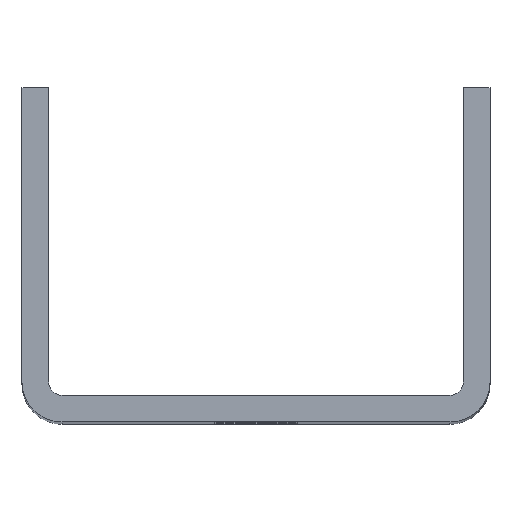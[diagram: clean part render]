
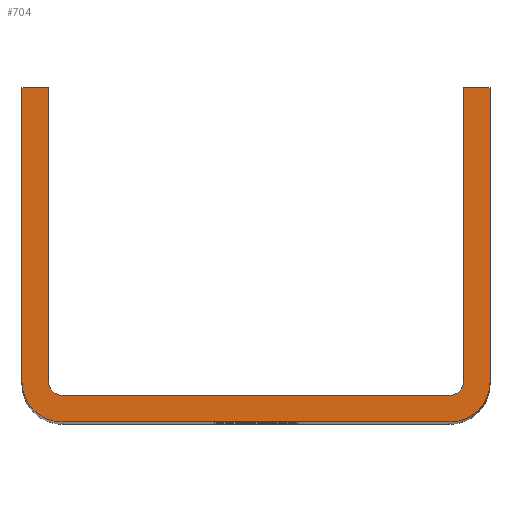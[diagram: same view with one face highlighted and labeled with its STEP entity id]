
A CAD part, top view. The second image highlights one B-rep face of the part: STEP entity #704.
In plain terms, the highlighted planar face has unit normal (0, 0, 1).
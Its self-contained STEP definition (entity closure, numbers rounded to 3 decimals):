
#74 = DIRECTION ( 'NONE',  ( 1., 0., 0. ) ) ;
#193 = CARTESIAN_POINT ( 'NONE',  ( 29., 6., 200. ) ) ;
#199 = CARTESIAN_POINT ( 'NONE',  ( 35., 6., 200. ) ) ;
#224 = ORIENTED_EDGE ( 'NONE', *, *, #2364, .F. ) ;
#261 = DIRECTION ( 'NONE',  ( 0., 0., 1. ) ) ;
#274 = CIRCLE ( 'NONE', #1608, 2. ) ;
#276 = DIRECTION ( 'NONE',  ( 0., 1., 0. ) ) ;
#303 = ORIENTED_EDGE ( 'NONE', *, *, #1839, .F. ) ;
#313 = CARTESIAN_POINT ( 'NONE',  ( -29., 4., 200. ) ) ;
#329 = ORIENTED_EDGE ( 'NONE', *, *, #661, .F. ) ;
#371 = VERTEX_POINT ( 'NONE', #1303 ) ;
#372 = LINE ( 'NONE', #1592, #1027 ) ;
#394 = VERTEX_POINT ( 'NONE', #1535 ) ;
#408 = VERTEX_POINT ( 'NONE', #2288 ) ;
#428 = ORIENTED_EDGE ( 'NONE', *, *, #654, .T. ) ;
#431 = LINE ( 'NONE', #2228, #519 ) ;
#441 = CIRCLE ( 'NONE', #1901, 6. ) ;
#443 = DIRECTION ( 'NONE',  ( 0., 0., 1. ) ) ;
#456 = LINE ( 'NONE', #657, #770 ) ;
#476 = ORIENTED_EDGE ( 'NONE', *, *, #2271, .F. ) ;
#511 = CARTESIAN_POINT ( 'NONE',  ( -31., 6., 200. ) ) ;
#519 = VECTOR ( 'NONE', #2428, 1000. ) ;
#567 = CARTESIAN_POINT ( 'NONE',  ( -35., 50., 200. ) ) ;
#599 = EDGE_CURVE ( 'NONE', #371, #2322, #2537, .T. ) ;
#607 = EDGE_CURVE ( 'NONE', #394, #1639, #372, .T. ) ;
#654 = EDGE_CURVE ( 'NONE', #1199, #2205, #987, .T. ) ;
#657 = CARTESIAN_POINT ( 'NONE',  ( -31., 50., 200. ) ) ;
#660 = CARTESIAN_POINT ( 'NONE',  ( -35., 6., 200. ) ) ;
#661 = EDGE_CURVE ( 'NONE', #1732, #1503, #456, .T. ) ;
#668 = EDGE_CURVE ( 'NONE', #2205, #1878, #1019, .T. ) ;
#670 = DIRECTION ( 'NONE',  ( 1., 0., 0. ) ) ;
#673 = CARTESIAN_POINT ( 'NONE',  ( -29., 4., 200. ) ) ;
#678 = CARTESIAN_POINT ( 'NONE',  ( 29., 4., 200. ) ) ;
#680 = EDGE_CURVE ( 'NONE', #2322, #1199, #441, .T. ) ;
#704 = ADVANCED_FACE ( 'NONE', ( #1290 ), #863, .T. ) ;
#743 = DIRECTION ( 'NONE',  ( 0., 1., 0. ) ) ;
#746 = DIRECTION ( 'NONE',  ( 1., 0., 0. ) ) ;
#770 = VECTOR ( 'NONE', #1238, 1000. ) ;
#815 = DIRECTION ( 'NONE',  ( 1., 0., 0. ) ) ;
#863 = PLANE ( 'NONE',  #1104 ) ;
#902 = ORIENTED_EDGE ( 'NONE', *, *, #599, .T. ) ;
#926 = ORIENTED_EDGE ( 'NONE', *, *, #607, .F. ) ;
#987 = LINE ( 'NONE', #1785, #2467 ) ;
#988 = CARTESIAN_POINT ( 'NONE',  ( 29., 0., 200. ) ) ;
#1016 = VECTOR ( 'NONE', #743, 1000. ) ;
#1019 = CIRCLE ( 'NONE', #1403, 6. ) ;
#1027 = VECTOR ( 'NONE', #815, 1000. ) ;
#1068 = LINE ( 'NONE', #1108, #1442 ) ;
#1100 = CIRCLE ( 'NONE', #1269, 2. ) ;
#1104 = AXIS2_PLACEMENT_3D ( 'NONE', #1644, #261, #2424 ) ;
#1108 = CARTESIAN_POINT ( 'NONE',  ( 31., 6., 200. ) ) ;
#1154 = CARTESIAN_POINT ( 'NONE',  ( 35., 6., 200. ) ) ;
#1188 = CARTESIAN_POINT ( 'NONE',  ( 35., 50., 200. ) ) ;
#1199 = VERTEX_POINT ( 'NONE', #1257 ) ;
#1209 = DIRECTION ( 'NONE',  ( 0., -1., 0. ) ) ;
#1235 = VECTOR ( 'NONE', #1209, 1000. ) ;
#1238 = DIRECTION ( 'NONE',  ( 0., -1., 0. ) ) ;
#1252 = DIRECTION ( 'NONE',  ( 0., 0., 1. ) ) ;
#1257 = CARTESIAN_POINT ( 'NONE',  ( -29., 0., 200. ) ) ;
#1269 = AXIS2_PLACEMENT_3D ( 'NONE', #193, #1942, #2566 ) ;
#1290 = FACE_OUTER_BOUND ( 'NONE', #1468, .T. ) ;
#1302 = VERTEX_POINT ( 'NONE', #678 ) ;
#1303 = CARTESIAN_POINT ( 'NONE',  ( -35., 50., 200. ) ) ;
#1304 = DIRECTION ( 'NONE',  ( 1., 0., 0. ) ) ;
#1325 = ORIENTED_EDGE ( 'NONE', *, *, #680, .T. ) ;
#1403 = AXIS2_PLACEMENT_3D ( 'NONE', #1877, #443, #74 ) ;
#1442 = VECTOR ( 'NONE', #276, 1000. ) ;
#1466 = EDGE_CURVE ( 'NONE', #1878, #1639, #2489, .T. ) ;
#1468 = EDGE_LOOP ( 'NONE', ( #1784, #926, #2015, #476, #2078, #303, #329, #224, #902, #1325, #428, #2478 ) ) ;
#1503 = VERTEX_POINT ( 'NONE', #511 ) ;
#1535 = CARTESIAN_POINT ( 'NONE',  ( 31., 50., 200. ) ) ;
#1592 = CARTESIAN_POINT ( 'NONE',  ( 31., 50., 200. ) ) ;
#1606 = VECTOR ( 'NONE', #1304, 1000. ) ;
#1608 = AXIS2_PLACEMENT_3D ( 'NONE', #1749, #2524, #746 ) ;
#1639 = VERTEX_POINT ( 'NONE', #1188 ) ;
#1644 = CARTESIAN_POINT ( 'NONE',  ( 29., 6., 200. ) ) ;
#1732 = VERTEX_POINT ( 'NONE', #2548 ) ;
#1749 = CARTESIAN_POINT ( 'NONE',  ( -29., 6., 200. ) ) ;
#1784 = ORIENTED_EDGE ( 'NONE', *, *, #1466, .T. ) ;
#1785 = CARTESIAN_POINT ( 'NONE',  ( -29., 0., 200. ) ) ;
#1826 = CARTESIAN_POINT ( 'NONE',  ( -29., 6., 200. ) ) ;
#1839 = EDGE_CURVE ( 'NONE', #1503, #2457, #274, .T. ) ;
#1877 = CARTESIAN_POINT ( 'NONE',  ( 29., 6., 200. ) ) ;
#1878 = VERTEX_POINT ( 'NONE', #199 ) ;
#1901 = AXIS2_PLACEMENT_3D ( 'NONE', #1826, #1252, #670 ) ;
#1942 = DIRECTION ( 'NONE',  ( 0., 0., 1. ) ) ;
#2015 = ORIENTED_EDGE ( 'NONE', *, *, #2570, .F. ) ;
#2078 = ORIENTED_EDGE ( 'NONE', *, *, #2498, .F. ) ;
#2205 = VERTEX_POINT ( 'NONE', #988 ) ;
#2228 = CARTESIAN_POINT ( 'NONE',  ( -35., 50., 200. ) ) ;
#2271 = EDGE_CURVE ( 'NONE', #1302, #408, #1100, .T. ) ;
#2288 = CARTESIAN_POINT ( 'NONE',  ( 31., 6., 200. ) ) ;
#2322 = VERTEX_POINT ( 'NONE', #660 ) ;
#2364 = EDGE_CURVE ( 'NONE', #371, #1732, #431, .T. ) ;
#2372 = DIRECTION ( 'NONE',  ( 1., 0., 0. ) ) ;
#2424 = DIRECTION ( 'NONE',  ( 1., 0., 0. ) ) ;
#2428 = DIRECTION ( 'NONE',  ( 1., 0., 0. ) ) ;
#2457 = VERTEX_POINT ( 'NONE', #313 ) ;
#2467 = VECTOR ( 'NONE', #2372, 1000. ) ;
#2478 = ORIENTED_EDGE ( 'NONE', *, *, #668, .T. ) ;
#2485 = LINE ( 'NONE', #673, #1606 ) ;
#2489 = LINE ( 'NONE', #1154, #1016 ) ;
#2498 = EDGE_CURVE ( 'NONE', #2457, #1302, #2485, .T. ) ;
#2524 = DIRECTION ( 'NONE',  ( 0., 0., 1. ) ) ;
#2537 = LINE ( 'NONE', #567, #1235 ) ;
#2548 = CARTESIAN_POINT ( 'NONE',  ( -31., 50., 200. ) ) ;
#2566 = DIRECTION ( 'NONE',  ( 1., 0., 0. ) ) ;
#2570 = EDGE_CURVE ( 'NONE', #408, #394, #1068, .T. ) ;
